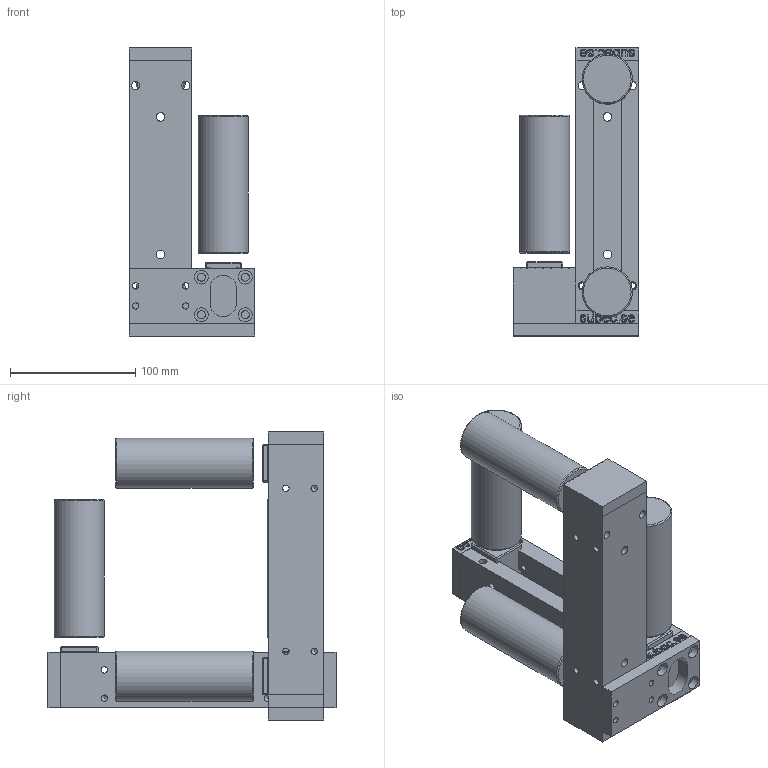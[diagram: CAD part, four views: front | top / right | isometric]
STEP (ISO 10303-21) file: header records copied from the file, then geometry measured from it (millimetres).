
FILE_DESCRIPTION (( 'STEP AP203' ), '1' );
FILE_NAME ('250702 STEP 3-200012-00_14875.STEP', '2025-07-02T10:41:46', ( '' ), ( '' ), 'SwSTEP 2.0', 'SolidWorks 2024', '' );
FILE_SCHEMA (( 'CONFIG_CONTROL_DESIGN' ));
Length unit declared in the file: millimetre
Products named in the file (1): 250702 STEP 3-200012-00_14875
Bounding box: 100 x 230 x 230 mm (x, y, z)
Volume: 1375056.8 mm3; surface area: 259357.8 mm2
Topology: 16 solids, 16 shells, 804 faces, 2092 edges, 1372 vertices
Faces by surface type: plane 428, bspline 300, cylinder 60, cone 8, torus 8
Full cylindrical faces by diameter (mm): 5 x24, 6.5 x8, 6.6 x8, 6.8 x4, 11 x8, 40 x4
Entity records: 38203 total; most frequent: CARTESIAN_POINT 20681, ORIENTED_EDGE 4000, DIRECTION 2538, EDGE_CURVE 2000, VERTEX_POINT 1352, VECTOR 1272, LINE 1272, EDGE_LOOP 1004
